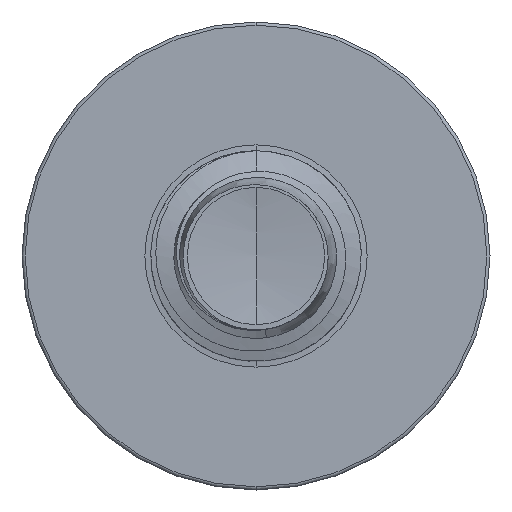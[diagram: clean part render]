
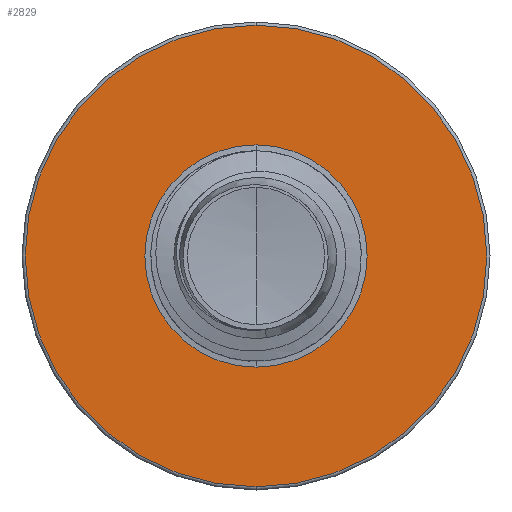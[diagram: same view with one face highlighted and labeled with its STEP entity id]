
A CAD part, front view. The second image highlights one B-rep face of the part: STEP entity #2829.
In plain terms, the highlighted planar face has unit normal (0, -1, 0).
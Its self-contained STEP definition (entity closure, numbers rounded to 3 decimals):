
#324 = DIRECTION ( 'NONE',  ( 0., 1., 0. ) ) ;
#862 = VERTEX_POINT ( 'NONE', #9609 ) ;
#1149 = AXIS2_PLACEMENT_3D ( 'NONE', #11657, #2697, #15305 ) ;
#1592 = VERTEX_POINT ( 'NONE', #16008 ) ;
#1713 = ORIENTED_EDGE ( 'NONE', *, *, #13342, .T. ) ;
#2697 = DIRECTION ( 'NONE',  ( 0., 1., 0. ) ) ;
#2829 = ADVANCED_FACE ( 'NONE', ( #6809, #19440 ), #22497, .F. ) ;
#2904 = VERTEX_POINT ( 'NONE', #18943 ) ;
#3477 = CIRCLE ( 'NONE', #11059, 2.375 ) ;
#5193 = DIRECTION ( 'NONE',  ( 0., 1., 0. ) ) ;
#5563 = EDGE_CURVE ( 'NONE', #13191, #862, #6628, .T. ) ;
#6511 = CARTESIAN_POINT ( 'NONE',  ( 0., 8., -2.375 ) ) ;
#6628 = CIRCLE ( 'NONE', #22403, 2.375 ) ;
#6676 = CARTESIAN_POINT ( 'NONE',  ( 0., 8., 0. ) ) ;
#6809 = FACE_OUTER_BOUND ( 'NONE', #8003, .T. ) ;
#6866 = EDGE_CURVE ( 'NONE', #2904, #1592, #12241, .T. ) ;
#8003 = EDGE_LOOP ( 'NONE', ( #13432, #8253 ) ) ;
#8091 = CARTESIAN_POINT ( 'NONE',  ( 0., 8., 0. ) ) ;
#8253 = ORIENTED_EDGE ( 'NONE', *, *, #6866, .F. ) ;
#8481 = DIRECTION ( 'NONE',  ( 0., 0., 1. ) ) ;
#9112 = CIRCLE ( 'NONE', #21818, 4.933 ) ;
#9159 = EDGE_CURVE ( 'NONE', #1592, #2904, #9112, .T. ) ;
#9609 = CARTESIAN_POINT ( 'NONE',  ( 0., 8., 2.375 ) ) ;
#9891 = DIRECTION ( 'NONE',  ( 0., 0., 1. ) ) ;
#10596 = AXIS2_PLACEMENT_3D ( 'NONE', #11131, #324, #12953 ) ;
#11059 = AXIS2_PLACEMENT_3D ( 'NONE', #6676, #19309, #8481 ) ;
#11131 = CARTESIAN_POINT ( 'NONE',  ( 0., 8., 0. ) ) ;
#11657 = CARTESIAN_POINT ( 'NONE',  ( 0., 8., -2.375 ) ) ;
#11685 = EDGE_LOOP ( 'NONE', ( #1713, #22763 ) ) ;
#12241 = CIRCLE ( 'NONE', #10596, 4.933 ) ;
#12953 = DIRECTION ( 'NONE',  ( 0., 0., 1. ) ) ;
#13191 = VERTEX_POINT ( 'NONE', #6511 ) ;
#13342 = EDGE_CURVE ( 'NONE', #862, #13191, #3477, .T. ) ;
#13432 = ORIENTED_EDGE ( 'NONE', *, *, #9159, .F. ) ;
#15305 = DIRECTION ( 'NONE',  ( 0., 0., 1. ) ) ;
#15974 = CARTESIAN_POINT ( 'NONE',  ( 0., 8., 0. ) ) ;
#16008 = CARTESIAN_POINT ( 'NONE',  ( 0., 8., 4.933 ) ) ;
#17803 = DIRECTION ( 'NONE',  ( 0., 0., 1. ) ) ;
#18943 = CARTESIAN_POINT ( 'NONE',  ( 0., 8., -4.932 ) ) ;
#19309 = DIRECTION ( 'NONE',  ( 0., 1., 0. ) ) ;
#19440 = FACE_BOUND ( 'NONE', #11685, .T. ) ;
#20728 = DIRECTION ( 'NONE',  ( 0., 1., 0. ) ) ;
#21818 = AXIS2_PLACEMENT_3D ( 'NONE', #15974, #5193, #17803 ) ;
#22403 = AXIS2_PLACEMENT_3D ( 'NONE', #8091, #20728, #9891 ) ;
#22497 = PLANE ( 'NONE',  #1149 ) ;
#22763 = ORIENTED_EDGE ( 'NONE', *, *, #5563, .T. ) ;
